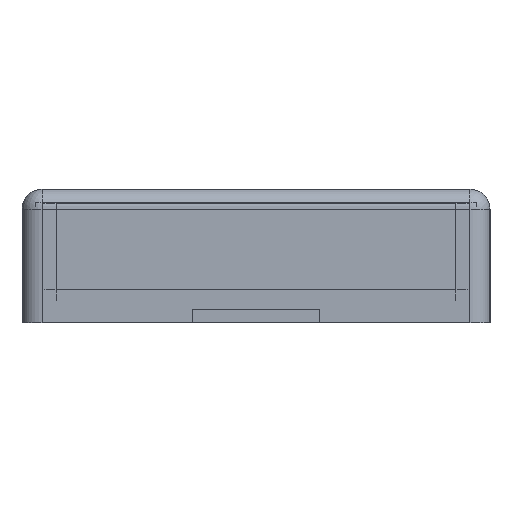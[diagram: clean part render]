
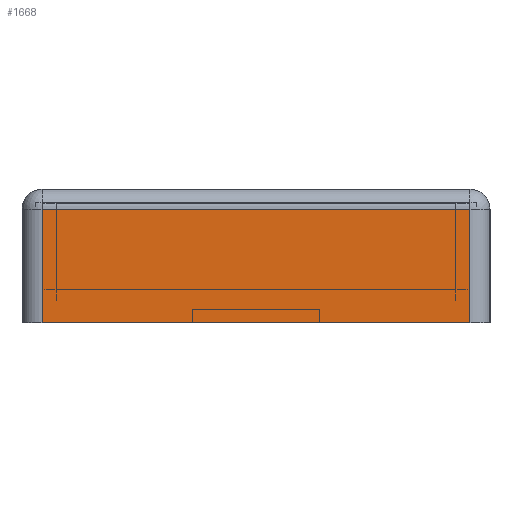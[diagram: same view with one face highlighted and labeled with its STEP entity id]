
A CAD part, left-side view. The second image highlights one B-rep face of the part: STEP entity #1668.
In plain terms, the highlighted planar face has unit normal (-1, 0, 0).
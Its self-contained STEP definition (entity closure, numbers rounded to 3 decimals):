
#186=DIRECTION('',(0.,-1.,0.));
#187=VECTOR('',#186,64.);
#188=CARTESIAN_POINT('',(-350.,32.,17.));
#189=LINE('',#188,#187);
#190=DIRECTION('',(0.,0.,-1.));
#191=VECTOR('',#190,17.);
#192=CARTESIAN_POINT('',(-350.,-32.,17.));
#193=LINE('',#192,#191);
#194=DIRECTION('',(0.,0.,-1.));
#195=VECTOR('',#194,17.);
#196=CARTESIAN_POINT('',(-350.,32.,17.));
#197=LINE('',#196,#195);
#230=DIRECTION('',(0.,-1.,0.));
#231=VECTOR('',#230,64.);
#232=CARTESIAN_POINT('',(-350.,32.,0.));
#233=LINE('',#232,#231);
#1289=CARTESIAN_POINT('',(-350.,32.,17.));
#1290=CARTESIAN_POINT('',(-350.,-32.,17.));
#1291=VERTEX_POINT('',#1289);
#1292=VERTEX_POINT('',#1290);
#1298=CARTESIAN_POINT('',(-350.,-32.,0.));
#1300=VERTEX_POINT('',#1298);
#1325=CARTESIAN_POINT('',(-350.,32.,0.));
#1327=VERTEX_POINT('',#1325);
#1654=CARTESIAN_POINT('',(-350.,35.,0.));
#1655=DIRECTION('',(-1.,0.,0.));
#1656=DIRECTION('',(0.,-1.,0.));
#1657=AXIS2_PLACEMENT_3D('',#1654,#1655,#1656);
#1658=PLANE('',#1657);
#1659=ORIENTED_EDGE('',*,*,#1644,.T.);
#1661=ORIENTED_EDGE('',*,*,#1660,.T.);
#1663=ORIENTED_EDGE('',*,*,#1662,.F.);
#1665=ORIENTED_EDGE('',*,*,#1664,.F.);
#1666=EDGE_LOOP('',(#1659,#1661,#1663,#1665));
#1667=FACE_OUTER_BOUND('',#1666,.F.);
#1668=ADVANCED_FACE('',(#1667),#1658,.T.);
#1644=EDGE_CURVE('',#1291,#1292,#189,.T.);
#1660=EDGE_CURVE('',#1292,#1300,#193,.T.);
#1662=EDGE_CURVE('',#1327,#1300,#233,.T.);
#1664=EDGE_CURVE('',#1291,#1327,#197,.T.);
